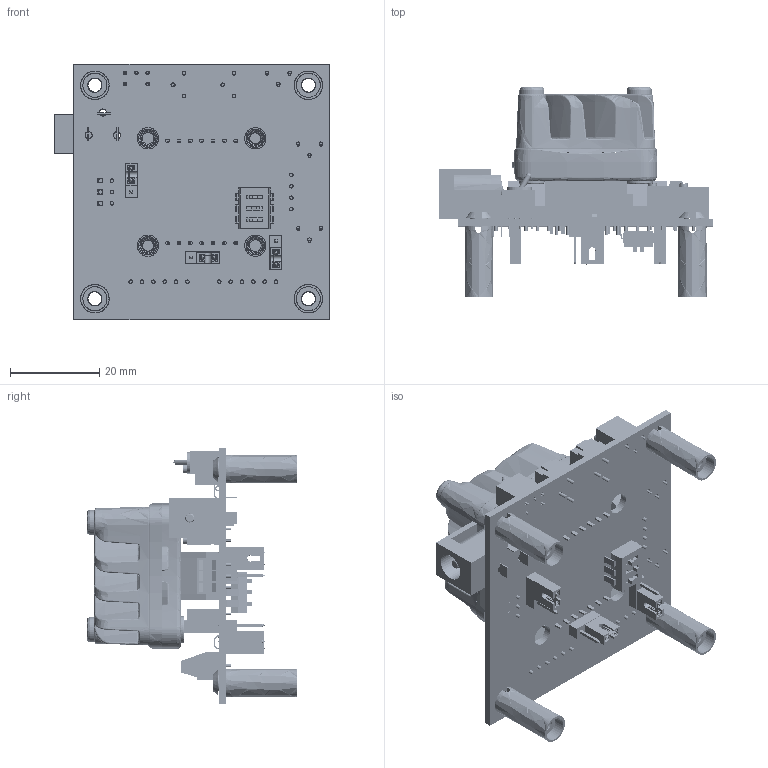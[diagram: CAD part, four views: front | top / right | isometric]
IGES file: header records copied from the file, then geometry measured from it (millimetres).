
Start section: SolidWorks IGES file using analytic representation for surfaces
Global section: file name: WTC3293 EVAL BRD with CONTROLLER_HEATSINK.IGS; native system: SolidWorks 2020; preprocessor: SolidWorks 2020; author: User; date: 210708.073624; units: inch
Bounding box: 61.46 x 47.12 x 57.15 mm (x, y, z)
Surface area: 32609 mm2 (no closed solid volume)
Topology: 0 solids, 0 shells, 3119 faces, 25914 edges, 25833 vertices
Faces by surface type: bspline 2400, revolution 719
